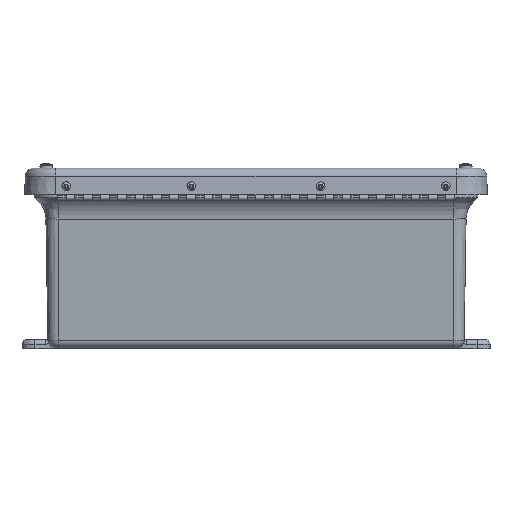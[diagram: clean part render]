
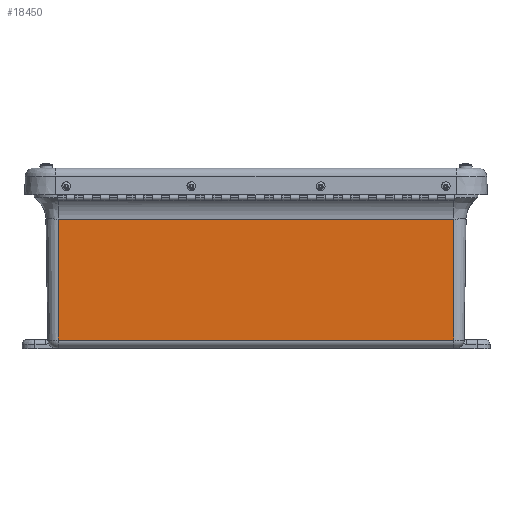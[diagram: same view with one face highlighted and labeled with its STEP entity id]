
A CAD part, left-side view. The second image highlights one B-rep face of the part: STEP entity #18450.
In plain terms, the highlighted planar face has unit normal (-1, 0, -0.016).
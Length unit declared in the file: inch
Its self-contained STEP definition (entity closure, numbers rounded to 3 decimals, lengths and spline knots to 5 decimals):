
#77 = CARTESIAN_POINT ( 'NONE',  ( -5.0774, 5.72975, -1.24779 ) ) ;
#330 = DIRECTION ( 'NONE',  ( -0.016, 0., 1. ) ) ;
#432 = CARTESIAN_POINT ( 'NONE',  ( -5.0774, 5.72975, -1.24778 ) ) ;
#1004 = ORIENTED_EDGE ( 'NONE', *, *, #12353, .F. ) ;
#4145 = CARTESIAN_POINT ( 'NONE',  ( -5.02081, -5.72975, -4.75403 ) ) ;
#4580 = CARTESIAN_POINT ( 'NONE',  ( -5.02081, 5.72975, -4.75403 ) ) ;
#4801 = CARTESIAN_POINT ( 'NONE',  ( -5.0975, 5.72975, -0.00198 ) ) ;
#5622 = ORIENTED_EDGE ( 'NONE', *, *, #14247, .F. ) ;
#5846 = VECTOR ( 'NONE', #25226, 39.37008 ) ;
#5932 = CARTESIAN_POINT ( 'NONE',  ( -5.0774, 5.72479, -1.24779 ) ) ;
#6027 = CARTESIAN_POINT ( 'NONE',  ( -5.0774, -5.72975, -1.24778 ) ) ;
#6153 = CARTESIAN_POINT ( 'NONE',  ( -5.01684, 5.72975, -5. ) ) ;
#6798 = VERTEX_POINT ( 'NONE', #9640 ) ;
#9640 = CARTESIAN_POINT ( 'NONE',  ( -5.0774, -5.72975, -1.24778 ) ) ;
#12015 = VERTEX_POINT ( 'NONE', #34425 ) ;
#12353 = EDGE_CURVE ( 'NONE', #15278, #34332, #16160, .T. ) ;
#13520 = LINE ( 'NONE', #77, #14936 ) ;
#13936 = EDGE_LOOP ( 'NONE', ( #1004, #26063, #20064, #23434, #22747, #5622 ) ) ;
#14180 = EDGE_CURVE ( 'NONE', #12015, #25270, #13520, .T. ) ;
#14247 = EDGE_CURVE ( 'NONE', #34332, #21313, #21072, .T. ) ;
#14936 = VECTOR ( 'NONE', #33269, 39.37008 ) ;
#15278 = VERTEX_POINT ( 'NONE', #4145 ) ;
#15383 = VECTOR ( 'NONE', #330, 39.37008 ) ;
#16160 = LINE ( 'NONE', #16180, #5846 ) ;
#16180 = CARTESIAN_POINT ( 'NONE',  ( -5.02081, 0., -4.75403 ) ) ;
#16931 = LINE ( 'NONE', #6027, #32692 ) ;
#17036 = DIRECTION ( 'NONE',  ( -0.016, 0., 1. ) ) ;
#17236 = VECTOR ( 'NONE', #17036, 39.37008 ) ;
#18063 = FACE_OUTER_BOUND ( 'NONE', #13936, .T. ) ;
#18182 = VECTOR ( 'NONE', #33698, 39.37008 ) ;
#18450 = ADVANCED_FACE ( 'NONE', ( #18063 ), #28993, .T. ) ;
#20064 = ORIENTED_EDGE ( 'NONE', *, *, #32222, .F. ) ;
#20483 = CARTESIAN_POINT ( 'NONE',  ( -5.0975, -5.72975, -0.00198 ) ) ;
#21072 = LINE ( 'NONE', #6153, #15383 ) ;
#21153 = DIRECTION ( 'NONE',  ( 0., -1., 0.001 ) ) ;
#21313 = VERTEX_POINT ( 'NONE', #432 ) ;
#21485 = AXIS2_PLACEMENT_3D ( 'NONE', #4801, #31553, #34582 ) ;
#22097 = CARTESIAN_POINT ( 'NONE',  ( -5.0774, 5.72479, -1.24779 ) ) ;
#22278 = EDGE_CURVE ( 'NONE', #15278, #6798, #24880, .T. ) ;
#22747 = ORIENTED_EDGE ( 'NONE', *, *, #26554, .F. ) ;
#23434 = ORIENTED_EDGE ( 'NONE', *, *, #14180, .T. ) ;
#24880 = LINE ( 'NONE', #20483, #17236 ) ;
#25226 = DIRECTION ( 'NONE',  ( 0., 1., 0. ) ) ;
#25270 = VERTEX_POINT ( 'NONE', #22097 ) ;
#26063 = ORIENTED_EDGE ( 'NONE', *, *, #22278, .T. ) ;
#26554 = EDGE_CURVE ( 'NONE', #21313, #25270, #33881, .T. ) ;
#28993 = PLANE ( 'NONE',  #21485 ) ;
#31553 = DIRECTION ( 'NONE',  ( -1., 0., -0.016 ) ) ;
#32222 = EDGE_CURVE ( 'NONE', #12015, #6798, #16931, .T. ) ;
#32692 = VECTOR ( 'NONE', #21153, 39.37008 ) ;
#33269 = DIRECTION ( 'NONE',  ( 0., 1., 0. ) ) ;
#33698 = DIRECTION ( 'NONE',  ( 0., -1., -0.001 ) ) ;
#33881 = LINE ( 'NONE', #5932, #18182 ) ;
#34332 = VERTEX_POINT ( 'NONE', #4580 ) ;
#34425 = CARTESIAN_POINT ( 'NONE',  ( -5.0774, -5.7248, -1.24779 ) ) ;
#34582 = DIRECTION ( 'NONE',  ( 0.016, 0., -1. ) ) ;
